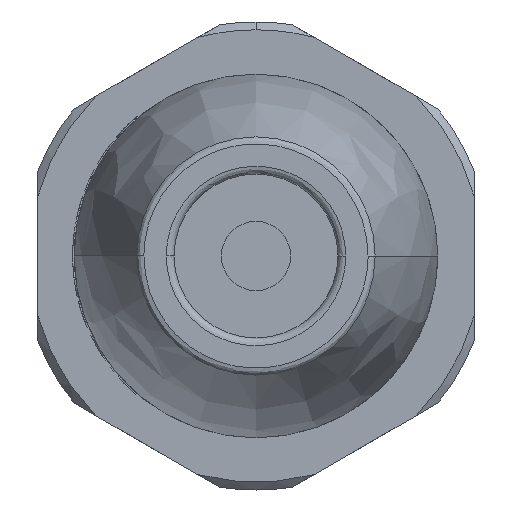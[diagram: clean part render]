
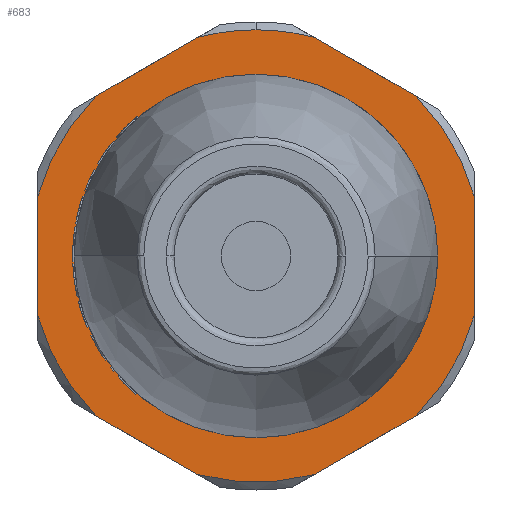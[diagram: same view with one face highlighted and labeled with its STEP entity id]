
A CAD part, front view. The second image highlights one B-rep face of the part: STEP entity #683.
In plain terms, the highlighted planar face has unit normal (0, -1, 0).
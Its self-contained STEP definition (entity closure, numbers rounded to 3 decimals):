
#308 = CARTESIAN_POINT ( 'NONE',  ( -19.545, 1.278, 3.775 ) ) ;
#352 = LINE ( 'NONE', #1178, #21824 ) ;
#411 = DIRECTION ( 'NONE',  ( 0., 1., 0. ) ) ;
#590 = EDGE_CURVE ( 'NONE', #19976, #15466, #19659, .T. ) ;
#663 = VERTEX_POINT ( 'NONE', #8356 ) ;
#683 = ADVANCED_FACE ( 'NONE', ( #19331, #19418 ), #8034, .F. ) ;
#689 = LINE ( 'NONE', #19580, #2238 ) ;
#717 = AXIS2_PLACEMENT_3D ( 'NONE', #6423, #19260, #8298 ) ;
#924 = CARTESIAN_POINT ( 'NONE',  ( -9.276, 1.278, 14.012 ) ) ;
#1083 = CARTESIAN_POINT ( 'NONE',  ( -5.545, 1.278, 9.4 ) ) ;
#1178 = CARTESIAN_POINT ( 'NONE',  ( -1.814, 1.278, 14.012 ) ) ;
#1437 = DIRECTION ( 'NONE',  ( 0., 1., 0. ) ) ;
#1760 = EDGE_CURVE ( 'NONE', #15466, #8636, #15612, .T. ) ;
#2037 = AXIS2_PLACEMENT_3D ( 'NONE', #11967, #11963, #11939 ) ;
#2069 = AXIS2_PLACEMENT_3D ( 'NONE', #8607, #21398, #10507 ) ;
#2238 = VECTOR ( 'NONE', #6767, 1000. ) ;
#2761 = ORIENTED_EDGE ( 'NONE', *, *, #14369, .F. ) ;
#2851 = EDGE_CURVE ( 'NONE', #22389, #12941, #11731, .T. ) ;
#3220 = ORIENTED_EDGE ( 'NONE', *, *, #590, .F. ) ;
#3362 = DIRECTION ( 'NONE',  ( 0., -1., 0. ) ) ;
#3824 = ORIENTED_EDGE ( 'NONE', *, *, #21479, .F. ) ;
#3862 = VERTEX_POINT ( 'NONE', #23138 ) ;
#3873 = AXIS2_PLACEMENT_3D ( 'NONE', #12629, #1437, #14439 ) ;
#3970 = ORIENTED_EDGE ( 'NONE', *, *, #20981, .F. ) ;
#4601 = VERTEX_POINT ( 'NONE', #11523 ) ;
#4643 = LINE ( 'NONE', #9646, #23001 ) ;
#5372 = CARTESIAN_POINT ( 'NONE',  ( -15.814, 1.278, 10.237 ) ) ;
#5419 = AXIS2_PLACEMENT_3D ( 'NONE', #11612, #411, #13431 ) ;
#5728 = AXIS2_PLACEMENT_3D ( 'NONE', #6913, #19707, #8784 ) ;
#5963 = CIRCLE ( 'NONE', #2069, 9.4 ) ;
#6249 = CIRCLE ( 'NONE', #5728, 14.5 ) ;
#6423 = CARTESIAN_POINT ( 'NONE',  ( -5.545, 1.278, 0. ) ) ;
#6745 = CARTESIAN_POINT ( 'NONE',  ( -9.276, 1.278, -14.012 ) ) ;
#6767 = DIRECTION ( 'NONE',  ( 0., 0., -1. ) ) ;
#6827 = ORIENTED_EDGE ( 'NONE', *, *, #12230, .F. ) ;
#6892 = DIRECTION ( 'NONE',  ( 0., 1., 0. ) ) ;
#6913 = CARTESIAN_POINT ( 'NONE',  ( -5.545, 1.278, 0. ) ) ;
#7065 = CARTESIAN_POINT ( 'NONE',  ( -15.814, 1.278, 10.237 ) ) ;
#7139 = ORIENTED_EDGE ( 'NONE', *, *, #18845, .F. ) ;
#7189 = VERTEX_POINT ( 'NONE', #15640 ) ;
#7979 = DIRECTION ( 'NONE',  ( 0., 0., 1. ) ) ;
#8009 = DIRECTION ( 'NONE',  ( 0., 1., 0. ) ) ;
#8034 = PLANE ( 'NONE',  #20641 ) ;
#8298 = DIRECTION ( 'NONE',  ( 0., 0., 1. ) ) ;
#8356 = CARTESIAN_POINT ( 'NONE',  ( 8.455, 1.278, -3.775 ) ) ;
#8389 = CIRCLE ( 'NONE', #3873, 14.5 ) ;
#8400 = CARTESIAN_POINT ( 'NONE',  ( -5.545, 1.278, 0. ) ) ;
#8607 = CARTESIAN_POINT ( 'NONE',  ( -5.545, 1.278, 0. ) ) ;
#8636 = VERTEX_POINT ( 'NONE', #924 ) ;
#8784 = DIRECTION ( 'NONE',  ( 0., 0., 1. ) ) ;
#8841 = DIRECTION ( 'NONE',  ( -0.866, 0., -0.5 ) ) ;
#9427 = EDGE_CURVE ( 'NONE', #14870, #663, #689, .T. ) ;
#9646 = CARTESIAN_POINT ( 'NONE',  ( -19.545, 1.278, 0. ) ) ;
#9702 = DIRECTION ( 'NONE',  ( -0.866, 0., 0.5 ) ) ;
#9725 = EDGE_CURVE ( 'NONE', #12941, #7189, #352, .T. ) ;
#9945 = CIRCLE ( 'NONE', #17281, 9.4 ) ;
#10254 = ORIENTED_EDGE ( 'NONE', *, *, #18680, .F. ) ;
#10507 = DIRECTION ( 'NONE',  ( 0., 0., 1. ) ) ;
#11063 = CIRCLE ( 'NONE', #17596, 14.5 ) ;
#11523 = CARTESIAN_POINT ( 'NONE',  ( -5.545, 1.278, -9.4 ) ) ;
#11612 = CARTESIAN_POINT ( 'NONE',  ( -5.545, 1.278, 0. ) ) ;
#11731 = CIRCLE ( 'NONE', #2037, 14.5 ) ;
#11747 = CARTESIAN_POINT ( 'NONE',  ( -19.545, 1.278, -3.775 ) ) ;
#11888 = VECTOR ( 'NONE', #8841, 1000. ) ;
#11939 = DIRECTION ( 'NONE',  ( 0., 0., 1. ) ) ;
#11963 = DIRECTION ( 'NONE',  ( 0., 1., 0. ) ) ;
#11967 = CARTESIAN_POINT ( 'NONE',  ( -5.545, 1.278, 0. ) ) ;
#12230 = EDGE_CURVE ( 'NONE', #663, #15232, #8389, .T. ) ;
#12303 = ORIENTED_EDGE ( 'NONE', *, *, #17621, .F. ) ;
#12371 = ORIENTED_EDGE ( 'NONE', *, *, #9427, .F. ) ;
#12629 = CARTESIAN_POINT ( 'NONE',  ( -5.545, 1.278, 0. ) ) ;
#12847 = DIRECTION ( 'NONE',  ( 0., 0., 1. ) ) ;
#12885 = DIRECTION ( 'NONE',  ( 0., 1., 0. ) ) ;
#12907 = CARTESIAN_POINT ( 'NONE',  ( -5.545, 1.278, 0. ) ) ;
#12941 = VERTEX_POINT ( 'NONE', #15600 ) ;
#13125 = CARTESIAN_POINT ( 'NONE',  ( -15.814, 1.278, -10.237 ) ) ;
#13181 = EDGE_CURVE ( 'NONE', #7189, #14870, #11063, .T. ) ;
#13431 = DIRECTION ( 'NONE',  ( 0., 0., 1. ) ) ;
#13628 = DIRECTION ( 'NONE',  ( 0.866, 0., 0.5 ) ) ;
#13649 = EDGE_LOOP ( 'NONE', ( #2761, #12303 ) ) ;
#14185 = DIRECTION ( 'NONE',  ( 0.866, 0., -0.5 ) ) ;
#14369 = EDGE_CURVE ( 'NONE', #19271, #4601, #9945, .T. ) ;
#14439 = DIRECTION ( 'NONE',  ( 0., 0., 1. ) ) ;
#14474 = CARTESIAN_POINT ( 'NONE',  ( -5.545, 1.278, 0. ) ) ;
#14572 = CIRCLE ( 'NONE', #5419, 14.5 ) ;
#14663 = CIRCLE ( 'NONE', #717, 14.5 ) ;
#14870 = VERTEX_POINT ( 'NONE', #22326 ) ;
#15232 = VERTEX_POINT ( 'NONE', #19400 ) ;
#15423 = VECTOR ( 'NONE', #13628, 1000. ) ;
#15466 = VERTEX_POINT ( 'NONE', #7065 ) ;
#15600 = CARTESIAN_POINT ( 'NONE',  ( -1.814, 1.278, 14.012 ) ) ;
#15612 = LINE ( 'NONE', #5372, #15423 ) ;
#15640 = CARTESIAN_POINT ( 'NONE',  ( 4.724, 1.278, 10.237 ) ) ;
#16280 = AXIS2_PLACEMENT_3D ( 'NONE', #12907, #12885, #12847 ) ;
#16288 = DIRECTION ( 'NONE',  ( 0., 0., 1. ) ) ;
#16468 = ORIENTED_EDGE ( 'NONE', *, *, #2851, .F. ) ;
#16520 = LINE ( 'NONE', #17042, #16821 ) ;
#16751 = LINE ( 'NONE', #21635, #11888 ) ;
#16821 = VECTOR ( 'NONE', #9702, 1000. ) ;
#17042 = CARTESIAN_POINT ( 'NONE',  ( -9.276, 1.278, -14.012 ) ) ;
#17218 = ORIENTED_EDGE ( 'NONE', *, *, #13181, .F. ) ;
#17281 = AXIS2_PLACEMENT_3D ( 'NONE', #14474, #3362, #16288 ) ;
#17596 = AXIS2_PLACEMENT_3D ( 'NONE', #17891, #6892, #19689 ) ;
#17621 = EDGE_CURVE ( 'NONE', #4601, #19271, #5963, .T. ) ;
#17891 = CARTESIAN_POINT ( 'NONE',  ( -5.545, 1.278, 0. ) ) ;
#18510 = ORIENTED_EDGE ( 'NONE', *, *, #23692, .F. ) ;
#18680 = EDGE_CURVE ( 'NONE', #8636, #22389, #14663, .T. ) ;
#18845 = EDGE_CURVE ( 'NONE', #22207, #20046, #6249, .T. ) ;
#19260 = DIRECTION ( 'NONE',  ( 0., 1., 0. ) ) ;
#19271 = VERTEX_POINT ( 'NONE', #1083 ) ;
#19331 = FACE_BOUND ( 'NONE', #13649, .T. ) ;
#19400 = CARTESIAN_POINT ( 'NONE',  ( 4.724, 1.278, -10.237 ) ) ;
#19418 = FACE_OUTER_BOUND ( 'NONE', #23217, .T. ) ;
#19580 = CARTESIAN_POINT ( 'NONE',  ( 8.455, 1.278, 0. ) ) ;
#19659 = CIRCLE ( 'NONE', #16280, 14.5 ) ;
#19689 = DIRECTION ( 'NONE',  ( 0., 0., 1. ) ) ;
#19707 = DIRECTION ( 'NONE',  ( 0., 1., 0. ) ) ;
#19976 = VERTEX_POINT ( 'NONE', #308 ) ;
#20046 = VERTEX_POINT ( 'NONE', #11747 ) ;
#20510 = EDGE_CURVE ( 'NONE', #15232, #3862, #16751, .T. ) ;
#20545 = DIRECTION ( 'NONE',  ( 0., 0., 1. ) ) ;
#20641 = AXIS2_PLACEMENT_3D ( 'NONE', #8400, #8009, #7979 ) ;
#20777 = ORIENTED_EDGE ( 'NONE', *, *, #20510, .F. ) ;
#20790 = CARTESIAN_POINT ( 'NONE',  ( -5.545, 1.278, 14.5 ) ) ;
#20981 = EDGE_CURVE ( 'NONE', #3862, #22847, #14572, .T. ) ;
#21398 = DIRECTION ( 'NONE',  ( 0., -1., 0. ) ) ;
#21479 = EDGE_CURVE ( 'NONE', #22847, #22207, #16520, .T. ) ;
#21635 = CARTESIAN_POINT ( 'NONE',  ( 4.724, 1.278, -10.237 ) ) ;
#21824 = VECTOR ( 'NONE', #14185, 1000. ) ;
#22207 = VERTEX_POINT ( 'NONE', #13125 ) ;
#22326 = CARTESIAN_POINT ( 'NONE',  ( 8.455, 1.278, 3.775 ) ) ;
#22389 = VERTEX_POINT ( 'NONE', #20790 ) ;
#22452 = ORIENTED_EDGE ( 'NONE', *, *, #1760, .F. ) ;
#22847 = VERTEX_POINT ( 'NONE', #6745 ) ;
#22998 = ORIENTED_EDGE ( 'NONE', *, *, #9725, .F. ) ;
#23001 = VECTOR ( 'NONE', #20545, 1000. ) ;
#23138 = CARTESIAN_POINT ( 'NONE',  ( -1.814, 1.278, -14.012 ) ) ;
#23217 = EDGE_LOOP ( 'NONE', ( #22998, #16468, #10254, #22452, #3220, #18510, #7139, #3824, #3970, #20777, #6827, #12371, #17218 ) ) ;
#23692 = EDGE_CURVE ( 'NONE', #20046, #19976, #4643, .T. ) ;
